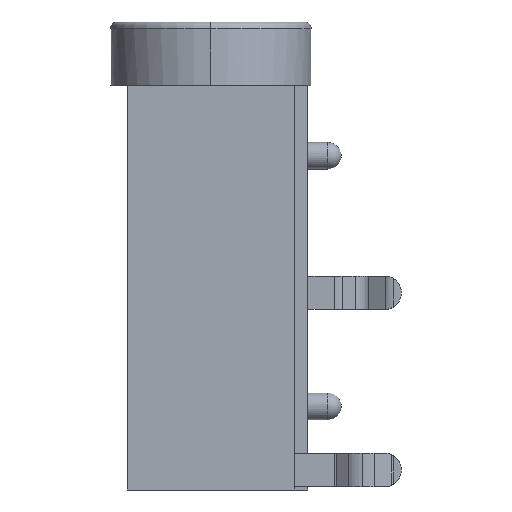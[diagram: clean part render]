
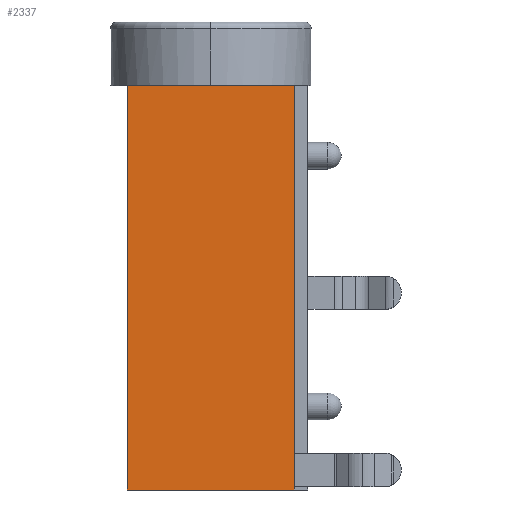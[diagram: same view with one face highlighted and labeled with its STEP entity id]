
A CAD part, left-side view. The second image highlights one B-rep face of the part: STEP entity #2337.
In plain terms, the highlighted planar face has unit normal (-1, 0, 0).
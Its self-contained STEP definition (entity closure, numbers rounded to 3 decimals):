
#157 = EDGE_CURVE ( 'NONE', #2099, #2118, #1643, .T. ) ;
#243 = EDGE_CURVE ( 'NONE', #2108, #2235, #1551, .T. ) ;
#252 = EDGE_CURVE ( 'NONE', #2118, #2108, #1536, .T. ) ;
#415 = EDGE_CURVE ( 'NONE', #2099, #2235, #651, .T. ) ;
#432 = CARTESIAN_POINT ( 'NONE',  ( 0., 0., 0. ) ) ;
#441 = DIRECTION ( 'NONE',  ( 0., -1., 0. ) ) ;
#469 = CARTESIAN_POINT ( 'NONE',  ( 0., 0.4, 0. ) ) ;
#473 = DIRECTION ( 'NONE',  ( 0., 0., -1. ) ) ;
#538 = EDGE_LOOP ( 'NONE', ( #2048, #2060, #2045, #2005 ) ) ;
#561 = CARTESIAN_POINT ( 'NONE',  ( 0., 5.4, -12.1 ) ) ;
#564 = DIRECTION ( 'NONE',  ( 0., 0., 1. ) ) ;
#651 = LINE ( 'NONE', #1243, #658 ) ;
#658 = VECTOR ( 'NONE', #1251, 1000. ) ;
#954 = CARTESIAN_POINT ( 'NONE',  ( 0., 0.4, -12.1 ) ) ;
#1243 = CARTESIAN_POINT ( 'NONE',  ( 0., 0., -12.1 ) ) ;
#1251 = DIRECTION ( 'NONE',  ( 0., -1., 0. ) ) ;
#1528 = VECTOR ( 'NONE', #441, 1000. ) ;
#1536 = LINE ( 'NONE', #432, #1528 ) ;
#1539 = VECTOR ( 'NONE', #473, 1000. ) ;
#1551 = LINE ( 'NONE', #469, #1539 ) ;
#1638 = VECTOR ( 'NONE', #564, 1000. ) ;
#1643 = LINE ( 'NONE', #561, #1638 ) ;
#2005 = ORIENTED_EDGE ( 'NONE', *, *, #157, .F. ) ;
#2045 = ORIENTED_EDGE ( 'NONE', *, *, #252, .F. ) ;
#2048 = ORIENTED_EDGE ( 'NONE', *, *, #415, .T. ) ;
#2060 = ORIENTED_EDGE ( 'NONE', *, *, #243, .F. ) ;
#2099 = VERTEX_POINT ( 'NONE', #2806 ) ;
#2108 = VERTEX_POINT ( 'NONE', #2808 ) ;
#2118 = VERTEX_POINT ( 'NONE', #2822 ) ;
#2235 = VERTEX_POINT ( 'NONE', #954 ) ;
#2337 = ADVANCED_FACE ( 'NONE', ( #2565 ), #3047, .T. ) ;
#2504 = AXIS2_PLACEMENT_3D ( 'NONE', #3055, #3056, #3057 ) ;
#2565 = FACE_OUTER_BOUND ( 'NONE', #538, .T. ) ;
#2806 = CARTESIAN_POINT ( 'NONE',  ( 0., 5.4, -12.1 ) ) ;
#2808 = CARTESIAN_POINT ( 'NONE',  ( 0., 0.4, 0. ) ) ;
#2822 = CARTESIAN_POINT ( 'NONE',  ( 0., 5.4, 0. ) ) ;
#3047 = PLANE ( 'NONE',  #2504 ) ;
#3055 = CARTESIAN_POINT ( 'NONE',  ( 0., 0., -12.1 ) ) ;
#3056 = DIRECTION ( 'NONE',  ( -1., 0., 0. ) ) ;
#3057 = DIRECTION ( 'NONE',  ( 0., -1., 0. ) ) ;
